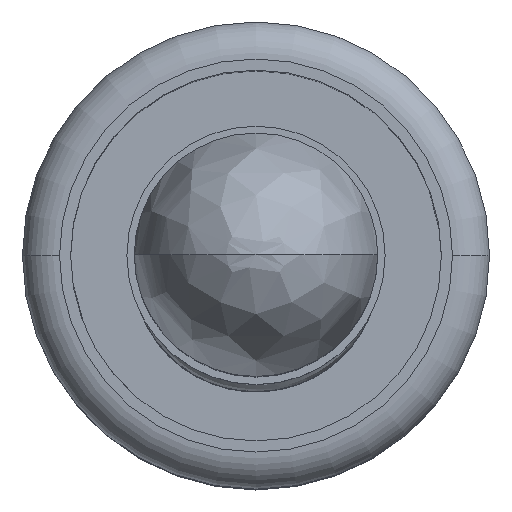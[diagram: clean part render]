
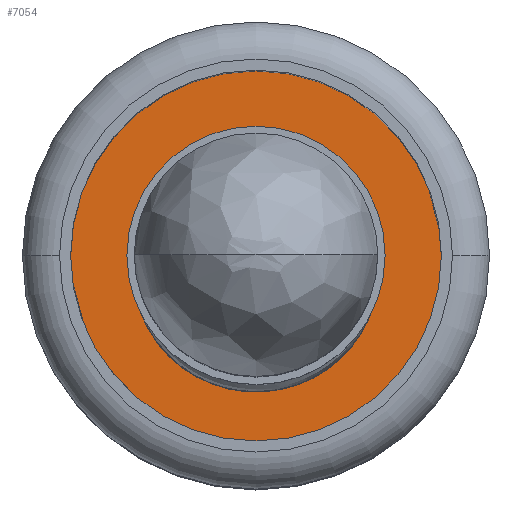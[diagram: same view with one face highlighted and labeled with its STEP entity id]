
A CAD part, top view. The second image highlights one B-rep face of the part: STEP entity #7054.
In plain terms, the highlighted planar face has unit normal (0, 0, 1).
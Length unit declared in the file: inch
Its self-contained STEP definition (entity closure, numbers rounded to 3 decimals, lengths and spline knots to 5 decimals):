
#147 = CARTESIAN_POINT ( 'NONE',  ( 0.15, 0., 0.256 ) ) ;
#473 = CARTESIAN_POINT ( 'NONE',  ( -0.15, 0., 0.256 ) ) ;
#723 = EDGE_CURVE ( 'NONE', #5553, #6820, #1893, .T. ) ;
#775 = EDGE_LOOP ( 'NONE', ( #1759, #3424 ) ) ;
#787 = CIRCLE ( 'NONE', #5902, 0.15 ) ;
#1037 = DIRECTION ( 'NONE',  ( 0., 0., 1. ) ) ;
#1137 = FACE_OUTER_BOUND ( 'NONE', #775, .T. ) ;
#1255 = CARTESIAN_POINT ( 'NONE',  ( 0., 0., 0.256 ) ) ;
#1759 = ORIENTED_EDGE ( 'NONE', *, *, #3164, .T. ) ;
#1874 = DIRECTION ( 'NONE',  ( 1., 0., 0. ) ) ;
#1893 = CIRCLE ( 'NONE', #7434, 0.06 ) ;
#1899 = CARTESIAN_POINT ( 'NONE',  ( 0., 0., 0.256 ) ) ;
#2082 = DIRECTION ( 'NONE',  ( 1., 0., 0. ) ) ;
#2547 = DIRECTION ( 'NONE',  ( 1., 0., 0. ) ) ;
#2622 = CARTESIAN_POINT ( 'NONE',  ( 0., 0., 0.256 ) ) ;
#2649 = DIRECTION ( 'NONE',  ( 0., 0., 1. ) ) ;
#2913 = VERTEX_POINT ( 'NONE', #147 ) ;
#2945 = ORIENTED_EDGE ( 'NONE', *, *, #723, .F. ) ;
#3164 = EDGE_CURVE ( 'NONE', #2913, #7088, #6659, .T. ) ;
#3395 = EDGE_CURVE ( 'NONE', #7088, #2913, #787, .T. ) ;
#3415 = EDGE_CURVE ( 'NONE', #6820, #5553, #5375, .T. ) ;
#3424 = ORIENTED_EDGE ( 'NONE', *, *, #3395, .T. ) ;
#3563 = CARTESIAN_POINT ( 'NONE',  ( 0., 0., 0.256 ) ) ;
#3666 = CARTESIAN_POINT ( 'NONE',  ( -0.06, 0., 0.256 ) ) ;
#4195 = DIRECTION ( 'NONE',  ( 1., 0., 0. ) ) ;
#4379 = AXIS2_PLACEMENT_3D ( 'NONE', #4763, #1037, #5402 ) ;
#4763 = CARTESIAN_POINT ( 'NONE',  ( 0., 0., 0.256 ) ) ;
#4786 = PLANE ( 'NONE',  #6974 ) ;
#5375 = CIRCLE ( 'NONE', #7993, 0.06 ) ;
#5402 = DIRECTION ( 'NONE',  ( 1., 0., 0. ) ) ;
#5553 = VERTEX_POINT ( 'NONE', #7496 ) ;
#5620 = DIRECTION ( 'NONE',  ( 0., 0., 1. ) ) ;
#5742 = EDGE_LOOP ( 'NONE', ( #6951, #2945 ) ) ;
#5902 = AXIS2_PLACEMENT_3D ( 'NONE', #1255, #5620, #1874 ) ;
#6283 = DIRECTION ( 'NONE',  ( 0., 0., 1. ) ) ;
#6659 = CIRCLE ( 'NONE', #4379, 0.15 ) ;
#6820 = VERTEX_POINT ( 'NONE', #3666 ) ;
#6951 = ORIENTED_EDGE ( 'NONE', *, *, #3415, .F. ) ;
#6974 = AXIS2_PLACEMENT_3D ( 'NONE', #3563, #7941, #4195 ) ;
#7054 = ADVANCED_FACE ( 'NONE', ( #1137, #7782 ), #4786, .T. ) ;
#7088 = VERTEX_POINT ( 'NONE', #473 ) ;
#7434 = AXIS2_PLACEMENT_3D ( 'NONE', #2622, #2649, #2082 ) ;
#7496 = CARTESIAN_POINT ( 'NONE',  ( 0.06, 0., 0.256 ) ) ;
#7782 = FACE_BOUND ( 'NONE', #5742, .T. ) ;
#7941 = DIRECTION ( 'NONE',  ( 0., 0., 1. ) ) ;
#7993 = AXIS2_PLACEMENT_3D ( 'NONE', #1899, #6283, #2547 ) ;
